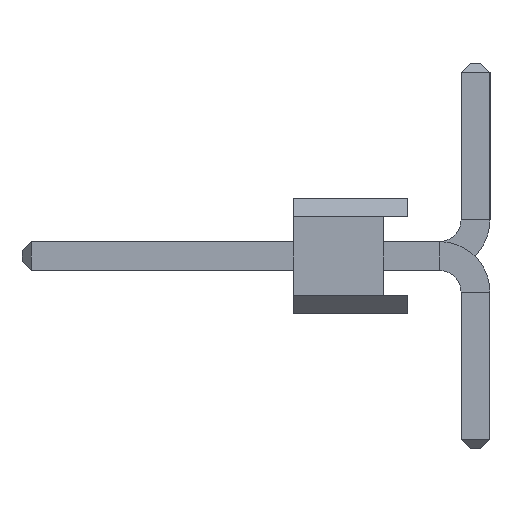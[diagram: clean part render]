
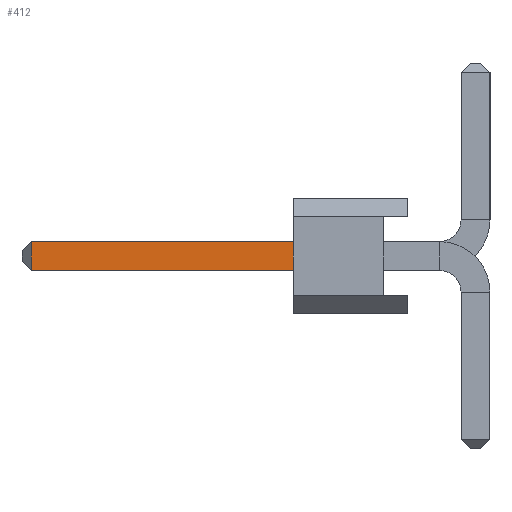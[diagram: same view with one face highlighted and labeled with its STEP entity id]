
A CAD part, left-side view. The second image highlights one B-rep face of the part: STEP entity #412.
In plain terms, the highlighted planar face has unit normal (-1, 0, 0).
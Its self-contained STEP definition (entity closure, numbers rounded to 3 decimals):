
#62 = DIRECTION ( 'NONE',  ( 0., 0., 1. ) ) ;
#69 = EDGE_CURVE ( 'NONE', #310, #1483, #1632, .T. ) ;
#142 = CARTESIAN_POINT ( 'NONE',  ( -0.32, 2.54, 0. ) ) ;
#162 = EDGE_CURVE ( 'NONE', #310, #329, #200, .T. ) ;
#200 = LINE ( 'NONE', #142, #1740 ) ;
#275 = DIRECTION ( 'NONE',  ( 0., 0., -1. ) ) ;
#310 = VERTEX_POINT ( 'NONE', #1209 ) ;
#329 = VERTEX_POINT ( 'NONE', #1529 ) ;
#334 = EDGE_LOOP ( 'NONE', ( #703, #601, #574, #1127 ) ) ;
#350 = DIRECTION ( 'NONE',  ( -1., 0., 0. ) ) ;
#394 = VECTOR ( 'NONE', #1285, 1000. ) ;
#412 = ADVANCED_FACE ( 'NONE', ( #697 ), #1311, .T. ) ;
#574 = ORIENTED_EDGE ( 'NONE', *, *, #897, .F. ) ;
#601 = ORIENTED_EDGE ( 'NONE', *, *, #806, .T. ) ;
#697 = FACE_OUTER_BOUND ( 'NONE', #334, .T. ) ;
#703 = ORIENTED_EDGE ( 'NONE', *, *, #69, .T. ) ;
#750 = CARTESIAN_POINT ( 'NONE',  ( -0.32, 8.34, -0.32 ) ) ;
#806 = EDGE_CURVE ( 'NONE', #1483, #1296, #1098, .T. ) ;
#883 = CARTESIAN_POINT ( 'NONE',  ( -0.32, 8.34, 0.32 ) ) ;
#897 = EDGE_CURVE ( 'NONE', #329, #1296, #1806, .T. ) ;
#1066 = DIRECTION ( 'NONE',  ( 0., 1., 0. ) ) ;
#1098 = LINE ( 'NONE', #1119, #1515 ) ;
#1119 = CARTESIAN_POINT ( 'NONE',  ( -0.32, 8.34, -0.32 ) ) ;
#1127 = ORIENTED_EDGE ( 'NONE', *, *, #162, .F. ) ;
#1209 = CARTESIAN_POINT ( 'NONE',  ( -0.32, 2.54, 0.32 ) ) ;
#1247 = VECTOR ( 'NONE', #1066, 1000. ) ;
#1256 = AXIS2_PLACEMENT_3D ( 'NONE', #1614, #350, #62 ) ;
#1279 = CARTESIAN_POINT ( 'NONE',  ( -0.32, -0.7, -0.32 ) ) ;
#1285 = DIRECTION ( 'NONE',  ( 0., 1., 0. ) ) ;
#1296 = VERTEX_POINT ( 'NONE', #750 ) ;
#1311 = PLANE ( 'NONE',  #1256 ) ;
#1483 = VERTEX_POINT ( 'NONE', #883 ) ;
#1515 = VECTOR ( 'NONE', #1664, 1000. ) ;
#1529 = CARTESIAN_POINT ( 'NONE',  ( -0.32, 2.54, -0.32 ) ) ;
#1614 = CARTESIAN_POINT ( 'NONE',  ( -0.32, -0.7, -0.32 ) ) ;
#1632 = LINE ( 'NONE', #1643, #1247 ) ;
#1643 = CARTESIAN_POINT ( 'NONE',  ( -0.32, -0.7, 0.32 ) ) ;
#1664 = DIRECTION ( 'NONE',  ( 0., 0., -1. ) ) ;
#1740 = VECTOR ( 'NONE', #275, 1000. ) ;
#1806 = LINE ( 'NONE', #1279, #394 ) ;
